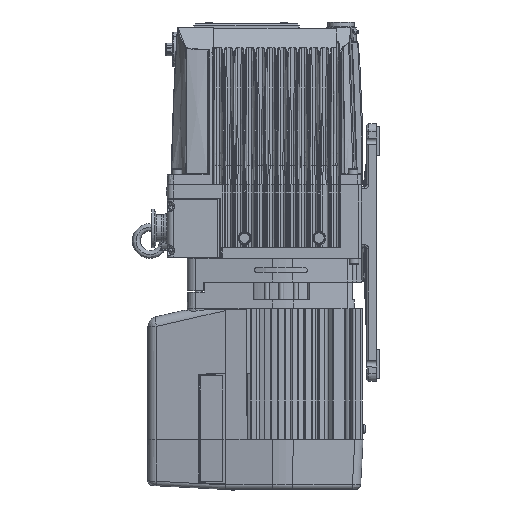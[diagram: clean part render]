
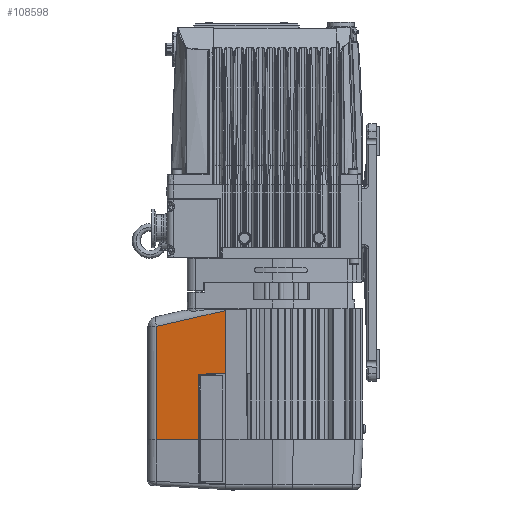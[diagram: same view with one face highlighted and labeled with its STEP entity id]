
A CAD part, left-side view. The second image highlights one B-rep face of the part: STEP entity #108598.
In plain terms, the highlighted planar face has unit normal (-0.994, 0.113, -0.009).
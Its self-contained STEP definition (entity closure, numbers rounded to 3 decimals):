
#2877=PLANE('',#115976);
#9050=FACE_OUTER_BOUND('',#15313,.T.);
#15313=EDGE_LOOP('',(#80593,#80594,#80595,#80596,#80597,#80598));
#27234=LINE('',#153949,#35156);
#27521=LINE('',#154598,#35443);
#30760=LINE('',#233578,#38682);
#30782=LINE('',#233689,#38704);
#30785=LINE('',#233694,#38707);
#30789=LINE('',#233701,#38711);
#35156=VECTOR('',#123266,64.548);
#35443=VECTOR('',#123669,73.364);
#38682=VECTOR('',#132602,117.067);
#38704=VECTOR('',#132636,67.477);
#38707=VECTOR('',#132643,27.717);
#38711=VECTOR('',#132651,43.813);
#43440=VERTEX_POINT('',#153946);
#43441=VERTEX_POINT('',#153948);
#43725=VERTEX_POINT('',#154596);
#46831=VERTEX_POINT('',#233577);
#46846=VERTEX_POINT('',#233686);
#46847=VERTEX_POINT('',#233688);
#53538=EDGE_CURVE('',#43441,#43440,#27234,.T.);
#53856=EDGE_CURVE('',#43725,#43440,#27521,.T.);
#58869=EDGE_CURVE('',#46831,#43725,#30760,.T.);
#58892=EDGE_CURVE('',#46847,#46846,#30782,.T.);
#58895=EDGE_CURVE('',#46846,#43441,#30785,.T.);
#58899=EDGE_CURVE('',#46831,#46847,#30789,.T.);
#80593=ORIENTED_EDGE('',*,*,#53538,.T.);
#80594=ORIENTED_EDGE('',*,*,#53856,.F.);
#80595=ORIENTED_EDGE('',*,*,#58869,.F.);
#80596=ORIENTED_EDGE('',*,*,#58899,.T.);
#80597=ORIENTED_EDGE('',*,*,#58892,.T.);
#80598=ORIENTED_EDGE('',*,*,#58895,.T.);
#108598=ADVANCED_FACE('',(#9050),#2877,.T.);
#115976=AXIS2_PLACEMENT_3D('',#233700,#132649,#132650);
#123266=DIRECTION('',(-0.009,0.,1.));
#123669=DIRECTION('',(-0.112,-0.968,0.224));
#132602=DIRECTION('',(-0.009,0.,1.));
#132636=DIRECTION('',(-0.009,0.,1.));
#132643=DIRECTION('',(-0.114,-0.992,0.052));
#132649=DIRECTION('center_axis',(-0.994,0.113,-0.009));
#132650=DIRECTION('ref_axis',(0.113,0.994,0.));
#132651=DIRECTION('',(-0.113,-0.994,0.));
#153946=CARTESIAN_POINT('',(-77.672,58.1,-55.038));
#153948=CARTESIAN_POINT('',(-77.105,58.1,-119.584));
#153949=CARTESIAN_POINT('',(-77.105,58.1,-119.584));
#154596=CARTESIAN_POINT('',(-69.435,129.132,-71.437));
#154598=CARTESIAN_POINT('',(-69.435,129.132,-71.437));
#233577=CARTESIAN_POINT('',(-68.407,129.131,-188.499));
#233578=CARTESIAN_POINT('',(-68.407,129.131,-188.499));
#233686=CARTESIAN_POINT('',(-73.959,85.6,-121.025));
#233688=CARTESIAN_POINT('',(-73.367,85.6,-188.499));
#233689=CARTESIAN_POINT('',(-73.367,85.6,-188.499));
#233694=CARTESIAN_POINT('',(-73.959,85.6,-121.025));
#233700=CARTESIAN_POINT('Origin',(-67.167,140.017,-188.499));
#233701=CARTESIAN_POINT('',(-68.407,129.131,-188.499));
